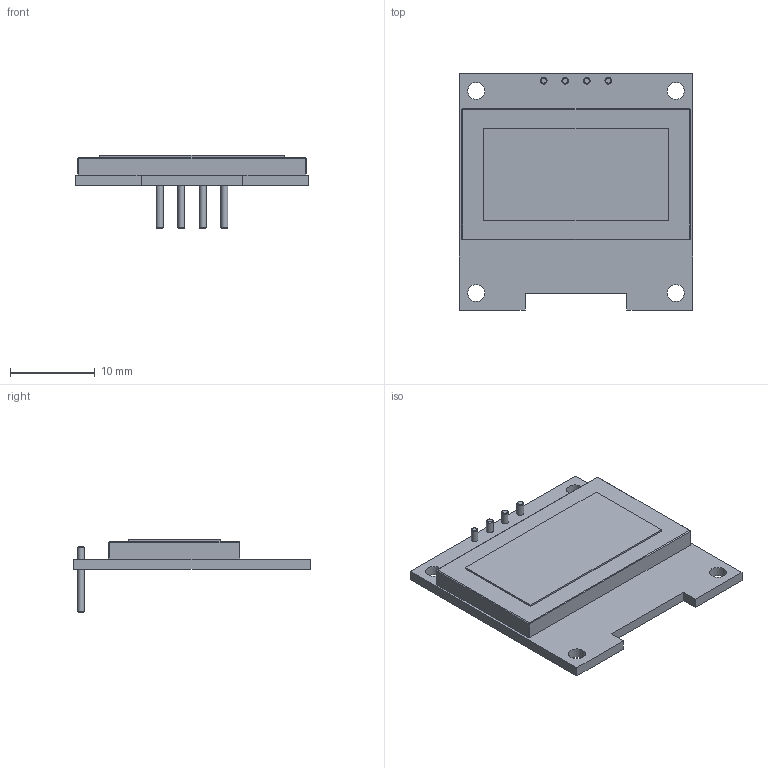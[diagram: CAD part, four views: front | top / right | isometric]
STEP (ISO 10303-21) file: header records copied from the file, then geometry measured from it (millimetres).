
FILE_DESCRIPTION(/* description */ (''),/* implementation_level */ '2;1');
FILE_NAME(/* name */ 'OLED Display Module 0.96_ i2c v2.step',/* time_stamp */ '2016-05-19T14:24:20+02:00',/* author */ (''),/* organization */ (''),/* preprocessor_version */ 'ST-DEVELOPER v16.5',/* originating_system */ 'Autodesk Translation Framework v5.0.0.3310',/* authorisation */ '');
FILE_SCHEMA (('AUTOMOTIVE_DESIGN { 1 0 10303 214 3 1 1 }'));
Length unit declared in the file: centimetre
Products named in the file (1): OLED Display Module 0.96" i2c v2
Bounding box: 27.5 x 27.8 x 8.6 mm (x, y, z)
Volume: 1809 mm3; surface area: 3006.1 mm2
Topology: 7 solids, 7 shells, 66 faces, 136 edges, 84 vertices
Faces by surface type: plane 46, cylinder 12, cone 8
Full cylindrical faces by diameter (mm): 0.8 x8, 2 x4
Entity records: 1687 total; most frequent: DIRECTION 282, CARTESIAN_POINT 267, ORIENTED_EDGE 232, EDGE_CURVE 116, EDGE_LOOP 104, AXIS2_PLACEMENT_3D 99, LINE 84, VECTOR 84
